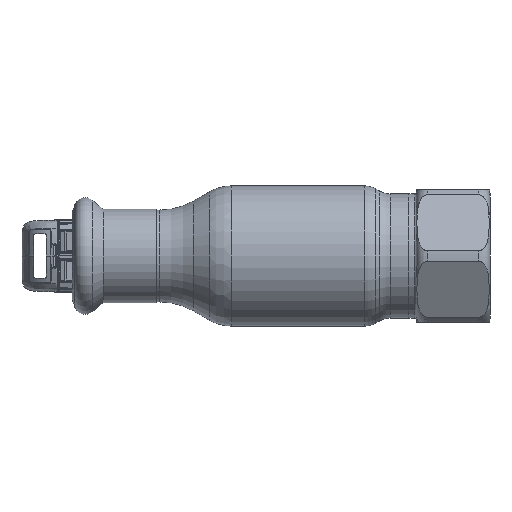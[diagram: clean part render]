
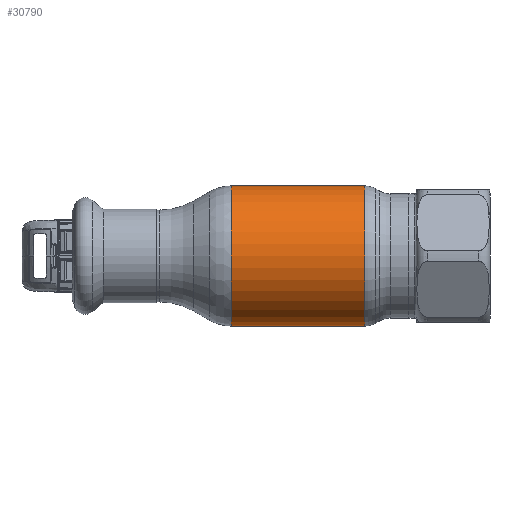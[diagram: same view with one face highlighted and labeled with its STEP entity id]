
A CAD part, front view. The second image highlights one B-rep face of the part: STEP entity #30790.
In plain terms, the highlighted cylindrical face has radius 19 mm (diameter 38 mm), a partial arc.
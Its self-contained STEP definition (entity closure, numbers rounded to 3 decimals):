
#758 = VERTEX_POINT ( 'NONE', #46835 ) ;
#2608 = DIRECTION ( 'NONE',  ( -1., 0., 0. ) ) ;
#4766 = LINE ( 'NONE', #14754, #17598 ) ;
#5771 = CARTESIAN_POINT ( 'NONE',  ( -62.69, 0., 19. ) ) ;
#6009 = AXIS2_PLACEMENT_3D ( 'NONE', #16480, #25941, #59710 ) ;
#7595 = CARTESIAN_POINT ( 'NONE',  ( 18.035, 0., -19. ) ) ;
#10303 = DIRECTION ( 'NONE',  ( -1., 0., 0. ) ) ;
#12351 = DIRECTION ( 'NONE',  ( 0., 0., 1. ) ) ;
#13353 = CARTESIAN_POINT ( 'NONE',  ( -62.69, 0., 0. ) ) ;
#14754 = CARTESIAN_POINT ( 'NONE',  ( -62.69, 0., -19. ) ) ;
#14931 = VERTEX_POINT ( 'NONE', #19500 ) ;
#16480 = CARTESIAN_POINT ( 'NONE',  ( 18.035, 0., 0. ) ) ;
#17598 = VECTOR ( 'NONE', #10303, 1000. ) ;
#19089 = ORIENTED_EDGE ( 'NONE', *, *, #35278, .F. ) ;
#19500 = CARTESIAN_POINT ( 'NONE',  ( -18.035, 0., -19. ) ) ;
#19945 = AXIS2_PLACEMENT_3D ( 'NONE', #13353, #42401, #47725 ) ;
#20084 = EDGE_CURVE ( 'NONE', #60314, #758, #56745, .T. ) ;
#22424 = VERTEX_POINT ( 'NONE', #25536 ) ;
#25536 = CARTESIAN_POINT ( 'NONE',  ( -18.035, 0., 19. ) ) ;
#25941 = DIRECTION ( 'NONE',  ( -1., 0., 0. ) ) ;
#26571 = ORIENTED_EDGE ( 'NONE', *, *, #20084, .T. ) ;
#30790 = ADVANCED_FACE ( 'NONE', ( #45471 ), #56805, .T. ) ;
#34225 = DIRECTION ( 'NONE',  ( -1., 0., 0. ) ) ;
#35278 = EDGE_CURVE ( 'NONE', #60314, #14931, #4766, .T. ) ;
#38906 = VECTOR ( 'NONE', #34225, 1000. ) ;
#39773 = ORIENTED_EDGE ( 'NONE', *, *, #40507, .F. ) ;
#40373 = AXIS2_PLACEMENT_3D ( 'NONE', #60426, #2608, #12351 ) ;
#40400 = LINE ( 'NONE', #5771, #38906 ) ;
#40507 = EDGE_CURVE ( 'NONE', #14931, #22424, #46297, .T. ) ;
#42401 = DIRECTION ( 'NONE',  ( -1., 0., 0. ) ) ;
#43895 = EDGE_LOOP ( 'NONE', ( #19089, #26571, #60380, #39773 ) ) ;
#45471 = FACE_OUTER_BOUND ( 'NONE', #43895, .T. ) ;
#46297 = CIRCLE ( 'NONE', #40373, 19. ) ;
#46835 = CARTESIAN_POINT ( 'NONE',  ( 18.035, 0., 19. ) ) ;
#47725 = DIRECTION ( 'NONE',  ( 0., 0., 1. ) ) ;
#54025 = EDGE_CURVE ( 'NONE', #758, #22424, #40400, .T. ) ;
#56745 = CIRCLE ( 'NONE', #6009, 19. ) ;
#56805 = CYLINDRICAL_SURFACE ( 'NONE', #19945, 19. ) ;
#59710 = DIRECTION ( 'NONE',  ( 0., 0., 1. ) ) ;
#60314 = VERTEX_POINT ( 'NONE', #7595 ) ;
#60380 = ORIENTED_EDGE ( 'NONE', *, *, #54025, .T. ) ;
#60426 = CARTESIAN_POINT ( 'NONE',  ( -18.035, 0., 0. ) ) ;
